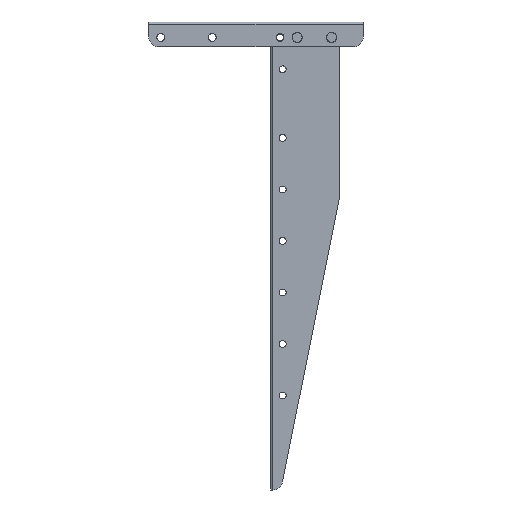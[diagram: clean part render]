
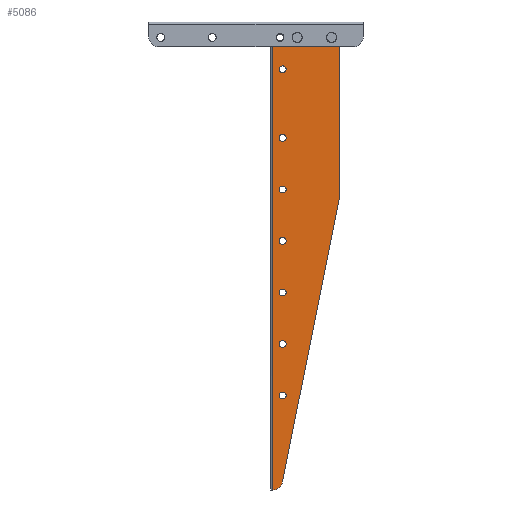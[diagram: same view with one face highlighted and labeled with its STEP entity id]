
A CAD part, left-side view. The second image highlights one B-rep face of the part: STEP entity #5086.
In plain terms, the highlighted planar face has unit normal (-1, 0, 0).
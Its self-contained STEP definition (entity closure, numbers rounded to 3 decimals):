
#116 = EDGE_CURVE ( 'NONE', #1679, #1625, #4037, .T. ) ;
#120 = EDGE_CURVE ( 'NONE', #2962, #2962, #4036, .T. ) ;
#121 = EDGE_CURVE ( 'NONE', #2963, #2963, #4030, .T. ) ;
#122 = EDGE_CURVE ( 'NONE', #2964, #2964, #4029, .T. ) ;
#123 = EDGE_CURVE ( 'NONE', #2965, #2965, #4028, .T. ) ;
#124 = EDGE_CURVE ( 'NONE', #2966, #2966, #4027, .T. ) ;
#125 = EDGE_CURVE ( 'NONE', #2967, #2967, #4026, .T. ) ;
#242 = EDGE_CURVE ( 'NONE', #1597, #1693, #3839, .T. ) ;
#388 = EDGE_LOOP ( 'NONE', ( #4831 ) ) ;
#503 = ORIENTED_EDGE ( 'NONE', *, *, #942, .T. ) ;
#850 = DIRECTION ( 'NONE',  ( 0., 0., -1. ) ) ;
#852 = DIRECTION ( 'NONE',  ( 1., 0., 0. ) ) ;
#859 = CARTESIAN_POINT ( 'NONE',  ( -22., -31., -373.5 ) ) ;
#862 = DIRECTION ( 'NONE',  ( 0., 0., -1. ) ) ;
#864 = DIRECTION ( 'NONE',  ( 1., 0., 0. ) ) ;
#866 = DIRECTION ( 'NONE',  ( 1., 0., 0. ) ) ;
#869 = CARTESIAN_POINT ( 'NONE',  ( -22., -31., -253.5 ) ) ;
#874 = DIRECTION ( 'NONE',  ( 0., 0., -1. ) ) ;
#875 = DIRECTION ( 'NONE',  ( 0., 0., -1. ) ) ;
#878 = DIRECTION ( 'NONE',  ( 1., 0., 0. ) ) ;
#883 = DIRECTION ( 'NONE',  ( 1., 0., 0. ) ) ;
#886 = DIRECTION ( 'NONE',  ( 0., 0., -1. ) ) ;
#890 = CARTESIAN_POINT ( 'NONE',  ( -22., -31., -313.5 ) ) ;
#891 = CARTESIAN_POINT ( 'NONE',  ( -22., -31., -133.5 ) ) ;
#942 = EDGE_CURVE ( 'NONE', #1693, #1679, #3562, .T. ) ;
#1084 = CARTESIAN_POINT ( 'NONE',  ( -22., 125., -27.5 ) ) ;
#1085 = DIRECTION ( 'NONE',  ( 0., 1., 0. ) ) ;
#1585 = VERTEX_POINT ( 'NONE', #2368 ) ;
#1597 = VERTEX_POINT ( 'NONE', #2380 ) ;
#1625 = VERTEX_POINT ( 'NONE', #2644 ) ;
#1679 = VERTEX_POINT ( 'NONE', #2698 ) ;
#1693 = VERTEX_POINT ( 'NONE', #2712 ) ;
#1702 = CARTESIAN_POINT ( 'NONE',  ( -22., -19.162, -531.5 ) ) ;
#1703 = DIRECTION ( 'NONE',  ( 0., 0., -1. ) ) ;
#1705 = DIRECTION ( 'NONE',  ( -1., 0., 0. ) ) ;
#1707 = DIRECTION ( 'NONE',  ( 1., 0., 0. ) ) ;
#1709 = CARTESIAN_POINT ( 'NONE',  ( -22., -31., -53.5 ) ) ;
#1711 = DIRECTION ( 'NONE',  ( 0., 0., -1. ) ) ;
#1850 = AXIS2_PLACEMENT_3D ( 'NONE', #1702, #1705, #1711 ) ;
#1852 = AXIS2_PLACEMENT_3D ( 'NONE', #1709, #1707, #1703 ) ;
#1853 = AXIS2_PLACEMENT_3D ( 'NONE', #2869, #883, #874 ) ;
#1854 = AXIS2_PLACEMENT_3D ( 'NONE', #890, #866, #886 ) ;
#1855 = AXIS2_PLACEMENT_3D ( 'NONE', #891, #878, #875 ) ;
#1856 = AXIS2_PLACEMENT_3D ( 'NONE', #869, #864, #850 ) ;
#1857 = AXIS2_PLACEMENT_3D ( 'NONE', #859, #852, #862 ) ;
#1995 = FACE_BOUND ( 'NONE', #4999, .T. ) ;
#2074 = CARTESIAN_POINT ( 'NONE',  ( -22., -97., -203.5 ) ) ;
#2075 = DIRECTION ( 'NONE',  ( 0., -0.196, 0.981 ) ) ;
#2084 = CARTESIAN_POINT ( 'NONE',  ( -22., -97., -3.5 ) ) ;
#2085 = DIRECTION ( 'NONE',  ( 0., 0., -1. ) ) ;
#2091 = CARTESIAN_POINT ( 'NONE',  ( -22., -31., -193.5 ) ) ;
#2092 = DIRECTION ( 'NONE',  ( 1., 0., 0. ) ) ;
#2093 = DIRECTION ( 'NONE',  ( 0., 0., -1. ) ) ;
#2245 = FACE_BOUND ( 'NONE', #4683, .T. ) ;
#2311 = CARTESIAN_POINT ( 'NONE',  ( -22., -19.5, -3.5 ) ) ;
#2315 = DIRECTION ( 'NONE',  ( 0., 0., -1. ) ) ;
#2368 = CARTESIAN_POINT ( 'NONE',  ( -22., -97., -203.5 ) ) ;
#2380 = CARTESIAN_POINT ( 'NONE',  ( -22., -97., -27.5 ) ) ;
#2644 = CARTESIAN_POINT ( 'NONE',  ( -22., -30.929, -533.853 ) ) ;
#2698 = CARTESIAN_POINT ( 'NONE',  ( -22., -19.5, -543.498 ) ) ;
#2712 = CARTESIAN_POINT ( 'NONE',  ( -22., -19.5, -27.5 ) ) ;
#2869 = CARTESIAN_POINT ( 'NONE',  ( -22., -31., -433.5 ) ) ;
#2962 = VERTEX_POINT ( 'NONE', #3241 ) ;
#2963 = VERTEX_POINT ( 'NONE', #3242 ) ;
#2964 = VERTEX_POINT ( 'NONE', #3243 ) ;
#2965 = VERTEX_POINT ( 'NONE', #3244 ) ;
#2966 = VERTEX_POINT ( 'NONE', #3245 ) ;
#2967 = VERTEX_POINT ( 'NONE', #3246 ) ;
#3025 = VERTEX_POINT ( 'NONE', #3304 ) ;
#3071 = EDGE_CURVE ( 'NONE', #1625, #1585, #3632, .T. ) ;
#3101 = DIRECTION ( 'NONE',  ( -1., 0., 0. ) ) ;
#3102 = CARTESIAN_POINT ( 'NONE',  ( -22., -97., -3.5 ) ) ;
#3104 = PLANE ( 'NONE',  #4435 ) ;
#3106 = DIRECTION ( 'NONE',  ( 0., -1., 0. ) ) ;
#3241 = CARTESIAN_POINT ( 'NONE',  ( -22., -31., -57.5 ) ) ;
#3242 = CARTESIAN_POINT ( 'NONE',  ( -22., -31., -437.5 ) ) ;
#3243 = CARTESIAN_POINT ( 'NONE',  ( -22., -31., -317.5 ) ) ;
#3244 = CARTESIAN_POINT ( 'NONE',  ( -22., -31., -137.5 ) ) ;
#3245 = CARTESIAN_POINT ( 'NONE',  ( -22., -31., -257.5 ) ) ;
#3246 = CARTESIAN_POINT ( 'NONE',  ( -22., -31., -377.5 ) ) ;
#3304 = CARTESIAN_POINT ( 'NONE',  ( -22., -31., -197.5 ) ) ;
#3370 = FACE_BOUND ( 'NONE', #4795, .T. ) ;
#3384 = FACE_BOUND ( 'NONE', #5019, .T. ) ;
#3512 = EDGE_CURVE ( 'NONE', #1597, #1585, #3620, .T. ) ;
#3513 = FACE_OUTER_BOUND ( 'NONE', #4797, .T. ) ;
#3558 = VECTOR ( 'NONE', #2315, 1000. ) ;
#3562 = LINE ( 'NONE', #2311, #3558 ) ;
#3609 = FACE_BOUND ( 'NONE', #388, .T. ) ;
#3617 = CIRCLE ( 'NONE', #4360, 4. ) ;
#3620 = LINE ( 'NONE', #2084, #3628 ) ;
#3622 = FACE_BOUND ( 'NONE', #4805, .T. ) ;
#3628 = VECTOR ( 'NONE', #2085, 1000. ) ;
#3631 = VECTOR ( 'NONE', #2075, 1000. ) ;
#3632 = LINE ( 'NONE', #2074, #3631 ) ;
#3695 = EDGE_CURVE ( 'NONE', #3025, #3025, #3617, .T. ) ;
#3836 = VECTOR ( 'NONE', #1085, 1000. ) ;
#3839 = LINE ( 'NONE', #1084, #3836 ) ;
#4026 = CIRCLE ( 'NONE', #1857, 4. ) ;
#4027 = CIRCLE ( 'NONE', #1856, 4. ) ;
#4028 = CIRCLE ( 'NONE', #1855, 4. ) ;
#4029 = CIRCLE ( 'NONE', #1854, 4. ) ;
#4030 = CIRCLE ( 'NONE', #1853, 4. ) ;
#4036 = CIRCLE ( 'NONE', #1852, 4. ) ;
#4037 = CIRCLE ( 'NONE', #1850, 12. ) ;
#4064 = FACE_BOUND ( 'NONE', #4659, .T. ) ;
#4360 = AXIS2_PLACEMENT_3D ( 'NONE', #2091, #2092, #2093 ) ;
#4435 = AXIS2_PLACEMENT_3D ( 'NONE', #3102, #3101, #3106 ) ;
#4659 = EDGE_LOOP ( 'NONE', ( #4909 ) ) ;
#4683 = EDGE_LOOP ( 'NONE', ( #4910 ) ) ;
#4795 = EDGE_LOOP ( 'NONE', ( #4902 ) ) ;
#4797 = EDGE_LOOP ( 'NONE', ( #4897, #4920, #503, #4816, #4926 ) ) ;
#4805 = EDGE_LOOP ( 'NONE', ( #4883 ) ) ;
#4816 = ORIENTED_EDGE ( 'NONE', *, *, #116, .T. ) ;
#4818 = ORIENTED_EDGE ( 'NONE', *, *, #121, .T. ) ;
#4831 = ORIENTED_EDGE ( 'NONE', *, *, #120, .T. ) ;
#4883 = ORIENTED_EDGE ( 'NONE', *, *, #122, .T. ) ;
#4897 = ORIENTED_EDGE ( 'NONE', *, *, #3512, .F. ) ;
#4898 = ORIENTED_EDGE ( 'NONE', *, *, #123, .T. ) ;
#4902 = ORIENTED_EDGE ( 'NONE', *, *, #3695, .T. ) ;
#4909 = ORIENTED_EDGE ( 'NONE', *, *, #124, .T. ) ;
#4910 = ORIENTED_EDGE ( 'NONE', *, *, #125, .T. ) ;
#4920 = ORIENTED_EDGE ( 'NONE', *, *, #242, .T. ) ;
#4926 = ORIENTED_EDGE ( 'NONE', *, *, #3071, .T. ) ;
#4999 = EDGE_LOOP ( 'NONE', ( #4818 ) ) ;
#5019 = EDGE_LOOP ( 'NONE', ( #4898 ) ) ;
#5086 = ADVANCED_FACE ( 'NONE', ( #3609, #1995, #3622, #3384, #4064, #2245, #3370, #3513 ), #3104, .T. ) ;
